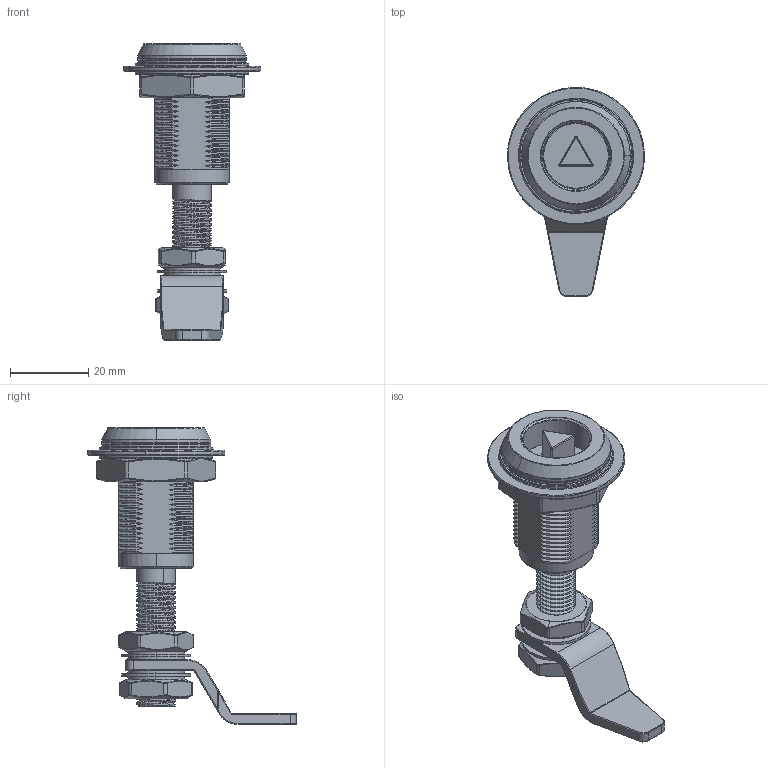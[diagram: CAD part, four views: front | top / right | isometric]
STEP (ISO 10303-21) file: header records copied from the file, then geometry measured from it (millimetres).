
FILE_DESCRIPTION (( 'STEP AP203' ), '1' );
FILE_NAME ('MS-816-2S.STEP', '2016-10-18T02:26:14', ( '' ), ( '' ), 'SwSTEP 2.0', 'SolidWorks 2010', '' );
FILE_SCHEMA (( 'CONFIG_CONTROL_DESIGN' ));
Length unit declared in the file: millimetre
Products named in the file (10): 六角螺母(大); 止滑墊片(大); 擋片; MS-816-2S; 主體; 鎖芯; 軸; 墊圈; 六角螺母(小); 止滑墊片(小)
Assembly tree (11 placements, depth 2):
  MS-816-2S
    六角螺母(小)  x2
    主體
    軸
    墊圈
    擋片
    止滑墊片(大)
    止滑墊片(小)  x2
    六角螺母(大)
    鎖芯
Bounding box: 34.99 x 53.3 x 75.72 mm (x, y, z)
Volume: 18335.3 mm3; surface area: 17631.9 mm2
Topology: 11 solids, 11 shells, 755 faces, 1923 edges, 1197 vertices
Faces by surface type: cylinder 267, bspline 260, torus 114, plane 78, cone 26, sphere 10
Entity records: 36504 total; most frequent: CARTESIAN_POINT 21404, ORIENTED_EDGE 3514, DIRECTION 2283, EDGE_CURVE 1757, VERTEX_POINT 1100, AXIS2_PLACEMENT_3D 920, EDGE_LOOP 705, FACE_OUTER_BOUND 683
